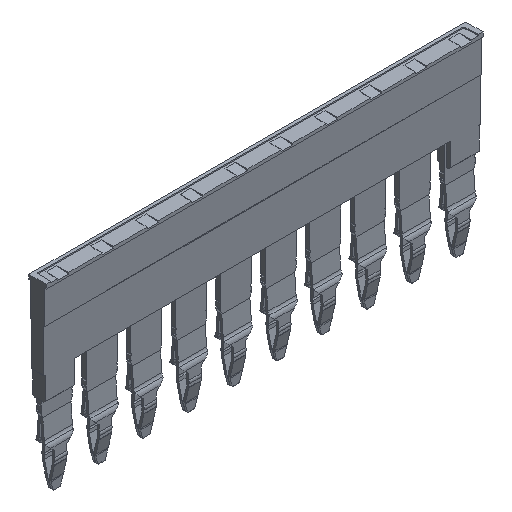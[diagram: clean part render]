
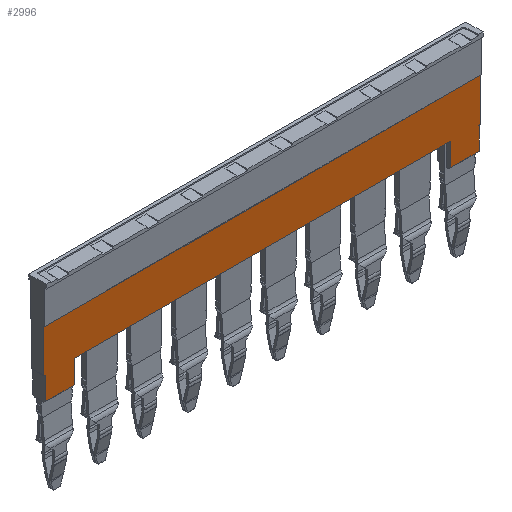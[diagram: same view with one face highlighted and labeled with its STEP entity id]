
A CAD part, isometric view. The second image highlights one B-rep face of the part: STEP entity #2996.
In plain terms, the highlighted planar face has unit normal (0, -1, 0).
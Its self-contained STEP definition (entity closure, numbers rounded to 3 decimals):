
#2398=AXIS2_PLACEMENT_3D('Circle Axis2P3D',#2396,#2397,$) ;
#2518=AXIS2_PLACEMENT_3D('Circle Axis2P3D',#2516,#2517,$) ;
#2959=AXIS2_PLACEMENT_3D('Plane Axis2P3D',#2956,#2957,#2958) ;
#2281=CARTESIAN_POINT('Line Origine',(39.55,0.4,27.315)) ;
#2285=CARTESIAN_POINT('Vertex',(0.,0.4,27.315)) ;
#2287=CARTESIAN_POINT('Vertex',(79.1,0.4,27.315)) ;
#2323=CARTESIAN_POINT('Vertex',(0.,0.4,19.544)) ;
#2326=CARTESIAN_POINT('Line Origine',(0.,0.4,23.429)) ;
#2355=CARTESIAN_POINT('Vertex',(0.1,0.4,19.544)) ;
#2360=CARTESIAN_POINT('Line Origine',(0.05,0.4,19.544)) ;
#2393=CARTESIAN_POINT('Vertex',(0.3,0.4,19.344)) ;
#2396=CARTESIAN_POINT('Axis2P3D Location',(0.1,0.4,19.344)) ;
#2438=CARTESIAN_POINT('Vertex',(0.3,0.4,15.365)) ;
#2441=CARTESIAN_POINT('Line Origine',(0.3,0.4,17.354)) ;
#2460=CARTESIAN_POINT('Line Origine',(78.8,0.4,17.354)) ;
#2464=CARTESIAN_POINT('Vertex',(78.8,0.4,15.365)) ;
#2466=CARTESIAN_POINT('Vertex',(78.8,0.4,19.344)) ;
#2516=CARTESIAN_POINT('Axis2P3D Location',(79.,0.4,19.344)) ;
#2520=CARTESIAN_POINT('Vertex',(79.,0.4,19.544)) ;
#2553=CARTESIAN_POINT('Vertex',(79.1,0.4,19.544)) ;
#2556=CARTESIAN_POINT('Line Origine',(79.05,0.4,19.544)) ;
#2573=CARTESIAN_POINT('Line Origine',(79.1,0.4,23.429)) ;
#2762=CARTESIAN_POINT('Line Origine',(2.9,0.4,15.365)) ;
#2766=CARTESIAN_POINT('Vertex',(5.5,0.4,15.365)) ;
#2941=CARTESIAN_POINT('Vertex',(73.6,0.4,15.365)) ;
#2944=CARTESIAN_POINT('Line Origine',(76.2,0.4,15.365)) ;
#2956=CARTESIAN_POINT('Axis2P3D Location',(3.1,0.4,27.315)) ;
#2961=CARTESIAN_POINT('Line Origine',(5.5,0.4,17.454)) ;
#2965=CARTESIAN_POINT('Vertex',(5.5,0.4,19.544)) ;
#2968=CARTESIAN_POINT('Line Origine',(39.55,0.4,19.544)) ;
#2972=CARTESIAN_POINT('Vertex',(73.6,0.4,19.544)) ;
#2975=CARTESIAN_POINT('Line Origine',(73.6,0.4,17.454)) ;
#2282=DIRECTION('Vector Direction',(1.,0.,0.)) ;
#2327=DIRECTION('Vector Direction',(0.,0.,-1.)) ;
#2361=DIRECTION('Vector Direction',(1.,0.,0.)) ;
#2397=DIRECTION('Axis2P3D Direction',(0.,-1.,0.)) ;
#2442=DIRECTION('Vector Direction',(0.,0.,1.)) ;
#2461=DIRECTION('Vector Direction',(0.,0.,1.)) ;
#2517=DIRECTION('Axis2P3D Direction',(0.,1.,0.)) ;
#2557=DIRECTION('Vector Direction',(-1.,0.,0.)) ;
#2574=DIRECTION('Vector Direction',(0.,0.,-1.)) ;
#2763=DIRECTION('Vector Direction',(-1.,0.,0.)) ;
#2945=DIRECTION('Vector Direction',(1.,0.,0.)) ;
#2957=DIRECTION('Axis2P3D Direction',(0.,1.,0.)) ;
#2958=DIRECTION('Axis2P3D XDirection',(0.,0.,-1.)) ;
#2962=DIRECTION('Vector Direction',(0.,0.,1.)) ;
#2969=DIRECTION('Vector Direction',(1.,0.,0.)) ;
#2976=DIRECTION('Vector Direction',(0.,0.,1.)) ;
#2283=VECTOR('Line Direction',#2282,1.) ;
#2328=VECTOR('Line Direction',#2327,1.) ;
#2362=VECTOR('Line Direction',#2361,1.) ;
#2443=VECTOR('Line Direction',#2442,1.) ;
#2462=VECTOR('Line Direction',#2461,1.) ;
#2558=VECTOR('Line Direction',#2557,1.) ;
#2575=VECTOR('Line Direction',#2574,1.) ;
#2764=VECTOR('Line Direction',#2763,1.) ;
#2946=VECTOR('Line Direction',#2945,1.) ;
#2963=VECTOR('Line Direction',#2962,1.) ;
#2970=VECTOR('Line Direction',#2969,1.) ;
#2977=VECTOR('Line Direction',#2976,1.) ;
#2981=ORIENTED_EDGE('',*,*,#2289,.F.) ;
#2982=ORIENTED_EDGE('',*,*,#2330,.F.) ;
#2983=ORIENTED_EDGE('',*,*,#2364,.T.) ;
#2984=ORIENTED_EDGE('',*,*,#2400,.T.) ;
#2985=ORIENTED_EDGE('',*,*,#2445,.F.) ;
#2986=ORIENTED_EDGE('',*,*,#2768,.F.) ;
#2987=ORIENTED_EDGE('',*,*,#2967,.T.) ;
#2988=ORIENTED_EDGE('',*,*,#2974,.T.) ;
#2989=ORIENTED_EDGE('',*,*,#2979,.F.) ;
#2990=ORIENTED_EDGE('',*,*,#2948,.T.) ;
#2991=ORIENTED_EDGE('',*,*,#2468,.T.) ;
#2992=ORIENTED_EDGE('',*,*,#2522,.F.) ;
#2993=ORIENTED_EDGE('',*,*,#2560,.F.) ;
#2994=ORIENTED_EDGE('',*,*,#2577,.T.) ;
#2996=ADVANCED_FACE('58453_ZQV_6N_KU',(#2995),#2960,.F.) ;
#2399=CIRCLE('generated circle',#2398,0.2) ;
#2519=CIRCLE('generated circle',#2518,0.2) ;
#2289=EDGE_CURVE('',#2286,#2288,#2284,.T.) ;
#2330=EDGE_CURVE('',#2324,#2286,#2329,.F.) ;
#2364=EDGE_CURVE('',#2324,#2356,#2363,.T.) ;
#2400=EDGE_CURVE('',#2356,#2394,#2399,.F.) ;
#2445=EDGE_CURVE('',#2439,#2394,#2444,.T.) ;
#2468=EDGE_CURVE('',#2465,#2467,#2463,.T.) ;
#2522=EDGE_CURVE('',#2521,#2467,#2519,.F.) ;
#2560=EDGE_CURVE('',#2554,#2521,#2559,.T.) ;
#2577=EDGE_CURVE('',#2554,#2288,#2576,.F.) ;
#2768=EDGE_CURVE('',#2767,#2439,#2765,.T.) ;
#2948=EDGE_CURVE('',#2942,#2465,#2947,.T.) ;
#2967=EDGE_CURVE('',#2767,#2966,#2964,.T.) ;
#2974=EDGE_CURVE('',#2966,#2973,#2971,.T.) ;
#2979=EDGE_CURVE('',#2942,#2973,#2978,.T.) ;
#2980=EDGE_LOOP('',(#2981,#2982,#2983,#2984,#2985,#2986,#2987,#2988,#2989,#2990,#2991,#2992,#2993,#2994)) ;
#2995=FACE_OUTER_BOUND('',#2980,.T.) ;
#2284=LINE('Line',#2281,#2283) ;
#2329=LINE('Line',#2326,#2328) ;
#2363=LINE('Line',#2360,#2362) ;
#2444=LINE('Line',#2441,#2443) ;
#2463=LINE('Line',#2460,#2462) ;
#2559=LINE('Line',#2556,#2558) ;
#2576=LINE('Line',#2573,#2575) ;
#2765=LINE('Line',#2762,#2764) ;
#2947=LINE('Line',#2944,#2946) ;
#2964=LINE('Line',#2961,#2963) ;
#2971=LINE('Line',#2968,#2970) ;
#2978=LINE('Line',#2975,#2977) ;
#2960=PLANE('',#2959) ;
#2286=VERTEX_POINT('',#2285) ;
#2288=VERTEX_POINT('',#2287) ;
#2324=VERTEX_POINT('',#2323) ;
#2356=VERTEX_POINT('',#2355) ;
#2394=VERTEX_POINT('',#2393) ;
#2439=VERTEX_POINT('',#2438) ;
#2465=VERTEX_POINT('',#2464) ;
#2467=VERTEX_POINT('',#2466) ;
#2521=VERTEX_POINT('',#2520) ;
#2554=VERTEX_POINT('',#2553) ;
#2767=VERTEX_POINT('',#2766) ;
#2942=VERTEX_POINT('',#2941) ;
#2966=VERTEX_POINT('',#2965) ;
#2973=VERTEX_POINT('',#2972) ;
